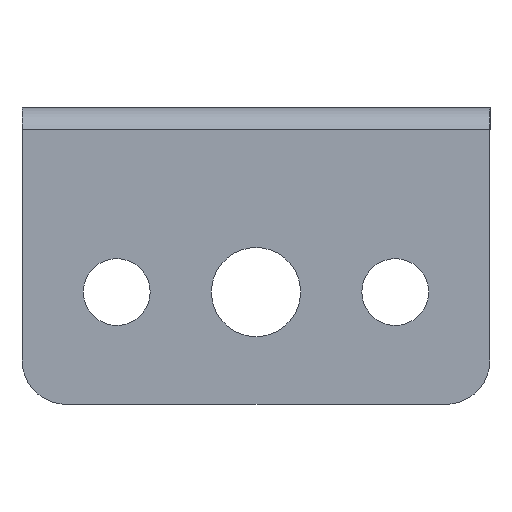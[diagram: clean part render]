
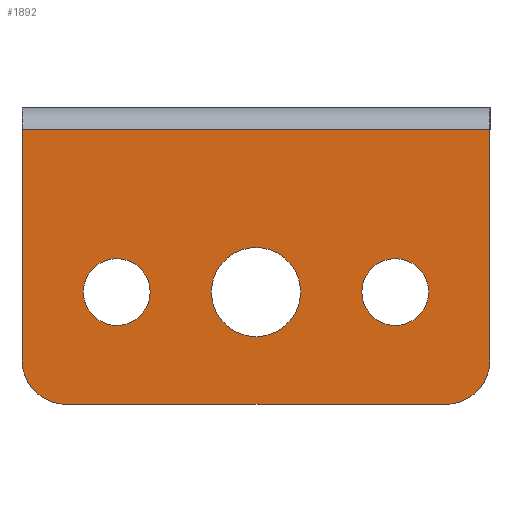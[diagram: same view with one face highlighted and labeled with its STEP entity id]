
A CAD part, left-side view. The second image highlights one B-rep face of the part: STEP entity #1892.
In plain terms, the highlighted planar face has unit normal (-1, 0, 0).
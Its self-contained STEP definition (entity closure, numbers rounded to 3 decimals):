
#241=CARTESIAN_POINT('',(275.33,140.801,-20.65));
#242=DIRECTION('',(-1.,0.,0.));
#243=DIRECTION('',(0.,0.,-1.));
#244=AXIS2_PLACEMENT_3D('',#241,#242,#243);
#249=DIRECTION('',(0.,1.,0.));
#250=VECTOR('',#249,34.);
#251=CARTESIAN_POINT('',(275.33,140.801,-24.65));
#252=LINE('',#251,#250);
#256=CARTESIAN_POINT('',(275.33,174.801,-20.65));
#257=DIRECTION('',(-1.,0.,0.));
#258=DIRECTION('',(0.,1.,0.));
#259=AXIS2_PLACEMENT_3D('',#256,#257,#258);
#264=DIRECTION('',(0.,0.,1.));
#265=VECTOR('',#264,20.65);
#266=CARTESIAN_POINT('',(275.33,178.801,-20.65));
#267=LINE('',#266,#265);
#271=DIRECTION('',(0.,-1.,0.));
#272=VECTOR('',#271,42.);
#273=CARTESIAN_POINT('',(275.33,178.801,0.));
#274=LINE('',#273,#272);
#278=DIRECTION('',(0.,0.,-1.));
#279=VECTOR('',#278,20.65);
#280=CARTESIAN_POINT('',(275.33,136.801,0.));
#281=LINE('',#280,#279);
#285=CARTESIAN_POINT('',(275.33,157.801,-14.56));
#286=DIRECTION('',(-1.,0.,0.));
#287=DIRECTION('',(0.,-1.,0.));
#288=AXIS2_PLACEMENT_3D('',#285,#286,#287);
#293=CARTESIAN_POINT('',(275.33,157.801,-14.56));
#294=DIRECTION('',(-1.,0.,0.));
#295=DIRECTION('',(0.,1.,0.));
#296=AXIS2_PLACEMENT_3D('',#293,#294,#295);
#301=CARTESIAN_POINT('',(275.33,145.301,-14.56));
#302=DIRECTION('',(-1.,0.,0.));
#303=DIRECTION('',(0.,-1.,0.));
#304=AXIS2_PLACEMENT_3D('',#301,#302,#303);
#309=CARTESIAN_POINT('',(275.33,145.301,-14.56));
#310=DIRECTION('',(-1.,0.,0.));
#311=DIRECTION('',(0.,1.,0.));
#312=AXIS2_PLACEMENT_3D('',#309,#310,#311);
#317=CARTESIAN_POINT('',(275.33,170.301,-14.56));
#318=DIRECTION('',(-1.,0.,0.));
#319=DIRECTION('',(0.,-1.,0.));
#320=AXIS2_PLACEMENT_3D('',#317,#318,#319);
#325=CARTESIAN_POINT('',(275.33,170.301,-14.56));
#326=DIRECTION('',(-1.,0.,0.));
#327=DIRECTION('',(0.,1.,0.));
#328=AXIS2_PLACEMENT_3D('',#325,#326,#327);
#1685=CARTESIAN_POINT('',(275.33,178.801,
0.));
#1686=CARTESIAN_POINT('',(275.33,136.801,0.));
#1687=VERTEX_POINT('',#1685);
#1688=VERTEX_POINT('',#1686);
#1689=CARTESIAN_POINT('',(275.33,140.801,-24.65));
#1690=CARTESIAN_POINT('',(275.33,136.801,-20.65));
#1691=VERTEX_POINT('',#1689);
#1692=VERTEX_POINT('',#1690);
#1697=CARTESIAN_POINT('',(275.33,178.801,-20.65));
#1698=CARTESIAN_POINT('',(275.33,174.801,-24.65));
#1699=VERTEX_POINT('',#1697);
#1700=VERTEX_POINT('',#1698);
#1741=CARTESIAN_POINT('',(275.33,153.801,-14.56));
#1742=CARTESIAN_POINT('',(275.33,161.801,-14.56));
#1743=VERTEX_POINT('',#1741);
#1744=VERTEX_POINT('',#1742);
#1745=CARTESIAN_POINT('',(275.33,142.301,-14.56));
#1746=CARTESIAN_POINT('',(275.33,148.301,-14.56));
#1747=VERTEX_POINT('',#1745);
#1748=VERTEX_POINT('',#1746);
#1749=CARTESIAN_POINT('',(275.33,167.301,-14.56));
#1750=CARTESIAN_POINT('',(275.33,173.301,-14.56));
#1751=VERTEX_POINT('',#1749);
#1752=VERTEX_POINT('',#1750);
#1857=CARTESIAN_POINT('',(275.33,380.581,-24.65));
#1858=DIRECTION('',(1.,0.,0.));
#1859=DIRECTION('',(0.,1.,0.));
#1860=AXIS2_PLACEMENT_3D('',#1857,#1858,#1859);
#1861=PLANE('',#1860);
#1863=ORIENTED_EDGE('',*,*,#1862,.F.);
#1865=ORIENTED_EDGE('',*,*,#1864,.T.);
#1867=ORIENTED_EDGE('',*,*,#1866,.F.);
#1869=ORIENTED_EDGE('',*,*,#1868,.T.);
#1870=ORIENTED_EDGE('',*,*,#1843,.T.);
#1871=ORIENTED_EDGE('',*,*,#1800,.T.);
#1872=EDGE_LOOP('',(#1863,#1865,#1867,#1869,#1870,#1871));
#1873=FACE_OUTER_BOUND('',#1872,.F.);
#1875=ORIENTED_EDGE('',*,*,#1874,.T.);
#1877=ORIENTED_EDGE('',*,*,#1876,.T.);
#1878=EDGE_LOOP('',(#1875,#1877));
#1879=FACE_BOUND('',#1878,.F.);
#1881=ORIENTED_EDGE('',*,*,#1880,.T.);
#1883=ORIENTED_EDGE('',*,*,#1882,.T.);
#1884=EDGE_LOOP('',(#1881,#1883));
#1885=FACE_BOUND('',#1884,.F.);
#1887=ORIENTED_EDGE('',*,*,#1886,.T.);
#1889=ORIENTED_EDGE('',*,*,#1888,.T.);
#1890=EDGE_LOOP('',(#1887,#1889));
#1891=FACE_BOUND('',#1890,.F.);
#245=CIRCLE('',#244,4.);
#260=CIRCLE('',#259,4.);
#289=CIRCLE('',#288,4.);
#297=CIRCLE('',#296,4.);
#305=CIRCLE('',#304,3.);
#313=CIRCLE('',#312,3.);
#321=CIRCLE('',#320,3.);
#329=CIRCLE('',#328,3.);
#1800=EDGE_CURVE('',#1688,#1692,#281,.T.);
#1843=EDGE_CURVE('',#1687,#1688,#274,.T.);
#1862=EDGE_CURVE('',#1691,#1692,#245,.T.);
#1864=EDGE_CURVE('',#1691,#1700,#252,.T.);
#1866=EDGE_CURVE('',#1699,#1700,#260,.T.);
#1868=EDGE_CURVE('',#1699,#1687,#267,.T.);
#1874=EDGE_CURVE('',#1743,#1744,#289,.T.);
#1876=EDGE_CURVE('',#1744,#1743,#297,.T.);
#1880=EDGE_CURVE('',#1747,#1748,#305,.T.);
#1882=EDGE_CURVE('',#1748,#1747,#313,.T.);
#1886=EDGE_CURVE('',#1751,#1752,#321,.T.);
#1888=EDGE_CURVE('',#1752,#1751,#329,.T.);
#1892=ADVANCED_FACE('',(#1873,#1879,#1885,#1891),#1861,.F.);
